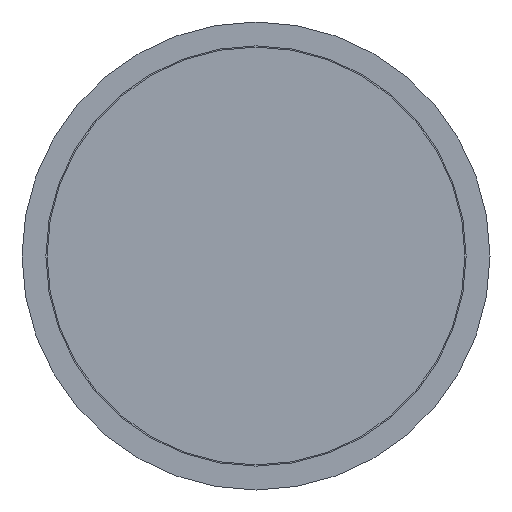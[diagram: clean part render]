
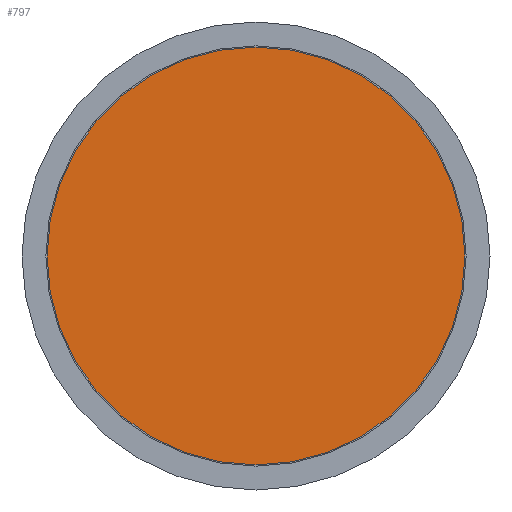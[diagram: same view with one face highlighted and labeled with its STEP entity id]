
A CAD part, front view. The second image highlights one B-rep face of the part: STEP entity #797.
In plain terms, the highlighted planar face has unit normal (0, -1, 0).
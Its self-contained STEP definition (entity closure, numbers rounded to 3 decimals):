
#147 = DIRECTION ( 'NONE',  ( 0., 0., 1. ) ) ;
#175 = EDGE_CURVE ( 'NONE', #567, #567, #698, .T. ) ;
#260 = CARTESIAN_POINT ( 'NONE',  ( 0., 0., -43.75 ) ) ;
#271 = AXIS2_PLACEMENT_3D ( 'NONE', #633, #883, #508 ) ;
#367 = CARTESIAN_POINT ( 'NONE',  ( -43.75, 0., 0. ) ) ;
#503 = ORIENTED_EDGE ( 'NONE', *, *, #175, .T. ) ;
#508 = DIRECTION ( 'NONE',  ( 0., 0., -1. ) ) ;
#509 = EDGE_LOOP ( 'NONE', ( #503 ) ) ;
#518 = PLANE ( 'NONE',  #522 ) ;
#522 = AXIS2_PLACEMENT_3D ( 'NONE', #367, #893, #147 ) ;
#567 = VERTEX_POINT ( 'NONE', #260 ) ;
#589 = FACE_OUTER_BOUND ( 'NONE', #509, .T. ) ;
#633 = CARTESIAN_POINT ( 'NONE',  ( 0., 0., 0. ) ) ;
#698 = CIRCLE ( 'NONE', #271, 43.75 ) ;
#797 = ADVANCED_FACE ( 'NONE', ( #589 ), #518, .F. ) ;
#883 = DIRECTION ( 'NONE',  ( 0., -1., 0. ) ) ;
#893 = DIRECTION ( 'NONE',  ( 0., 1., 0. ) ) ;
